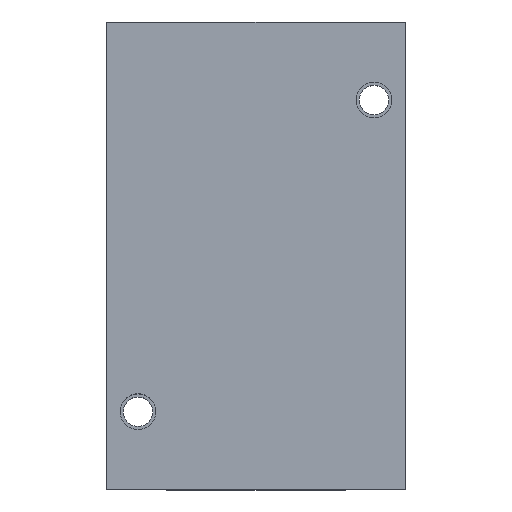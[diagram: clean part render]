
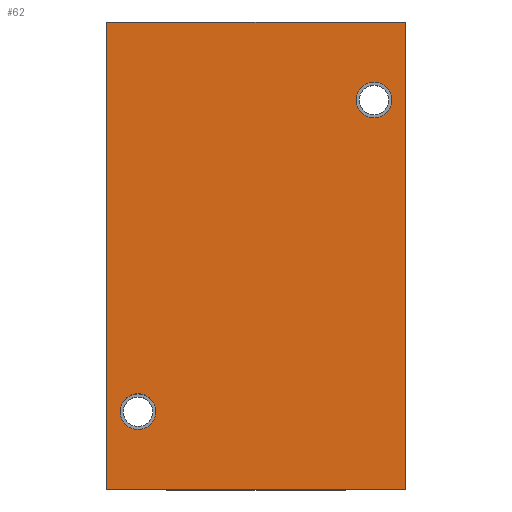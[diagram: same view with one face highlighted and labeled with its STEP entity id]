
A CAD part, top view. The second image highlights one B-rep face of the part: STEP entity #62.
In plain terms, the highlighted planar face has unit normal (0, 0, 1).
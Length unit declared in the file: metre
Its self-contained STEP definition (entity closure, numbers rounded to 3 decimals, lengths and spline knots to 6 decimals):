
#62 = ADVANCED_FACE( '', ( #140, #141, #142 ), #143, .T. );
#140 = FACE_BOUND( '', #235, .T. );
#141 = FACE_OUTER_BOUND( '', #236, .T. );
#142 = FACE_BOUND( '', #237, .T. );
#143 = PLANE( '', #238 );
#235 = EDGE_LOOP( '', ( #345 ) );
#236 = EDGE_LOOP( '', ( #346, #347, #348, #349 ) );
#237 = EDGE_LOOP( '', ( #350 ) );
#238 = AXIS2_PLACEMENT_3D( '', #351, #352, #353 );
#345 = ORIENTED_EDGE( '', *, *, #478, .T. );
#346 = ORIENTED_EDGE( '', *, *, #479, .F. );
#347 = ORIENTED_EDGE( '', *, *, #480, .F. );
#348 = ORIENTED_EDGE( '', *, *, #471, .T. );
#349 = ORIENTED_EDGE( '', *, *, #481, .T. );
#350 = ORIENTED_EDGE( '', *, *, #458, .T. );
#351 = CARTESIAN_POINT( '', ( -0.0335, -0.0525, 0.03 ) );
#352 = DIRECTION( '', ( 0., 0., 1. ) );
#353 = DIRECTION( '', ( 1., 0., 0. ) );
#458 = EDGE_CURVE( '', #521, #521, #522, .T. );
#471 = EDGE_CURVE( '', #545, #543, #546, .T. );
#478 = EDGE_CURVE( '', #555, #555, #556, .T. );
#479 = EDGE_CURVE( '', #557, #558, #559, .T. );
#480 = EDGE_CURVE( '', #545, #557, #560, .T. );
#481 = EDGE_CURVE( '', #543, #558, #561, .T. );
#521 = VERTEX_POINT( '', #609 );
#522 = CIRCLE( '', #610, 0.004 );
#543 = VERTEX_POINT( '', #687 );
#545 = VERTEX_POINT( '', #690 );
#546 = LINE( '', #691, #692 );
#555 = VERTEX_POINT( '', #702 );
#556 = CIRCLE( '', #703, 0.004 );
#557 = VERTEX_POINT( '', #704 );
#558 = VERTEX_POINT( '', #705 );
#559 = LINE( '', #706, #707 );
#560 = LINE( '', #708, #709 );
#561 = LINE( '', #710, #711 );
#609 = CARTESIAN_POINT( '', ( -0.0225, -0.035, 0.03 ) );
#610 = AXIS2_PLACEMENT_3D( '', #770, #771, #772 );
#687 = CARTESIAN_POINT( '', ( 0.0335, -0.0525, 0.03 ) );
#690 = CARTESIAN_POINT( '', ( -0.0335, -0.0525, 0.03 ) );
#691 = CARTESIAN_POINT( '', ( -0.0335, -0.0525, 0.03 ) );
#692 = VECTOR( '', #789, 1. );
#702 = CARTESIAN_POINT( '', ( 0.0305, 0.035, 0.03 ) );
#703 = AXIS2_PLACEMENT_3D( '', #797, #798, #799 );
#704 = CARTESIAN_POINT( '', ( -0.0335, 0.0525, 0.03 ) );
#705 = CARTESIAN_POINT( '', ( 0.0335, 0.0525, 0.03 ) );
#706 = CARTESIAN_POINT( '', ( -0.0335, 0.0525, 0.03 ) );
#707 = VECTOR( '', #800, 1. );
#708 = CARTESIAN_POINT( '', ( -0.0335, -0.0525, 0.03 ) );
#709 = VECTOR( '', #801, 1. );
#710 = CARTESIAN_POINT( '', ( 0.0335, -0.0525, 0.03 ) );
#711 = VECTOR( '', #802, 1. );
#770 = CARTESIAN_POINT( '', ( -0.0265, -0.035, 0.03 ) );
#771 = DIRECTION( '', ( 0., 0., -1. ) );
#772 = DIRECTION( '', ( 1., 0., 0. ) );
#789 = DIRECTION( '', ( 1., 0., 0. ) );
#797 = CARTESIAN_POINT( '', ( 0.0265, 0.035, 0.03 ) );
#798 = DIRECTION( '', ( 0., 0., -1. ) );
#799 = DIRECTION( '', ( 1., 0., 0. ) );
#800 = DIRECTION( '', ( 1., 0., 0. ) );
#801 = DIRECTION( '', ( 0., 1., 0. ) );
#802 = DIRECTION( '', ( 0., 1., 0. ) );
